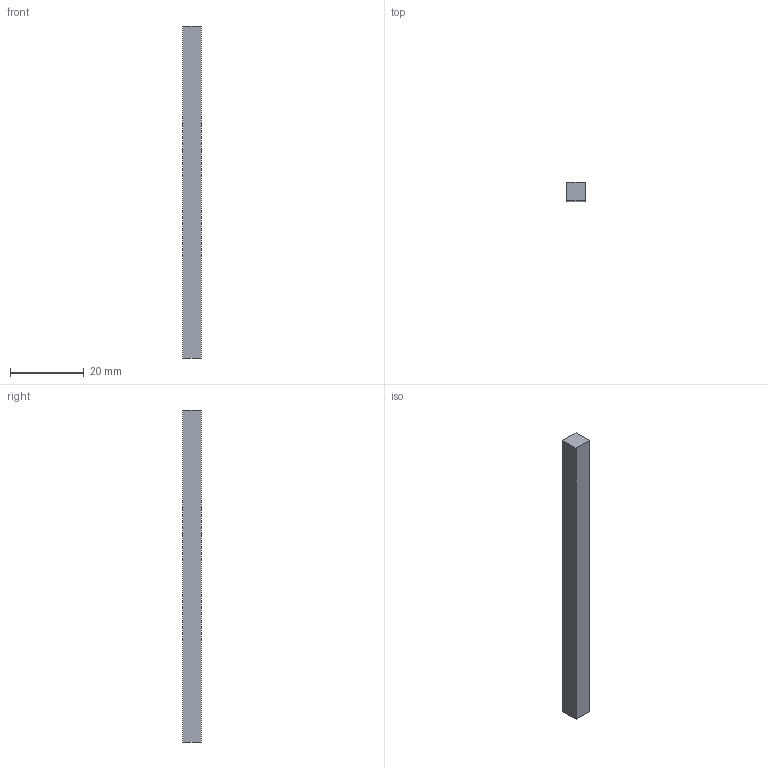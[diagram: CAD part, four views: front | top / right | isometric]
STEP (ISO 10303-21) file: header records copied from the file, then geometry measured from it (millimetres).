
FILE_DESCRIPTION((''),'2;1');
FILE_NAME('3d_GEX7195N.stp','2014-06-05T08:31:05',(''),(''),'Mechanical Desktop 2011','Mechanical Desktop 2011',', , ');
FILE_SCHEMA(('CONFIG_CONTROL_DESIGN'));
Length unit declared in the file: millimetre
Products named in the file (2): Product; 3d_rozi_trz
Assembly tree (1 placements, depth 2):
  Product
    3d_rozi_trz
Bounding box: 5 x 5 x 90 mm (x, y, z)
Surface area: 1850 mm2 (no closed solid volume)
Topology: 0 solids, 0 shells, 6 faces, 24 edges, 24 vertices
Faces by surface type: bspline 6
Entity records: 350 total; most frequent: CARTESIAN_POINT 122, QUASI_UNIFORM_CURVE 48, PCURVE 24, COMPOSITE_CURVE_SEGMENT 24, PERSON 8, ORGANIZATION 8, PERSON_AND_ORGANIZATION 8, B_SPLINE_SURFACE_WITH_KNOTS 6
